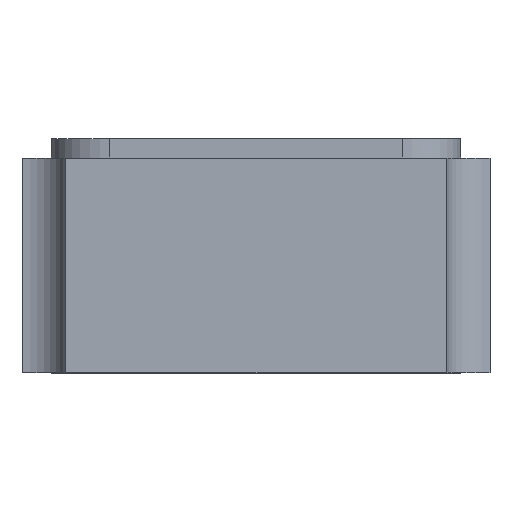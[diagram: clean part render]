
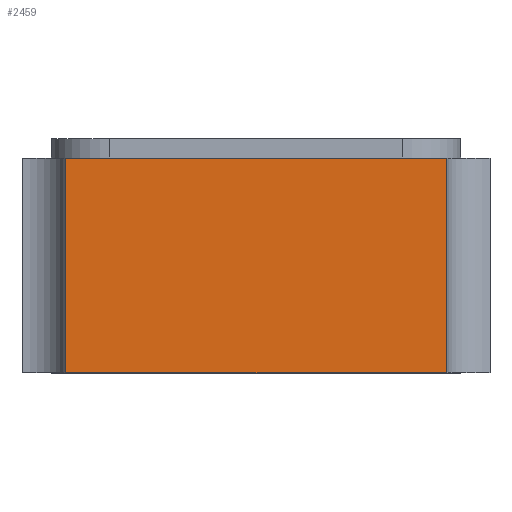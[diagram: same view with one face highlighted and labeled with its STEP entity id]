
A CAD part, left-side view. The second image highlights one B-rep face of the part: STEP entity #2459.
In plain terms, the highlighted planar face has unit normal (-1, 0, 0).
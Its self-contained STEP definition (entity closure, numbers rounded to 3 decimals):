
#211=FACE_OUTER_BOUND('',#354,.T.);
#354=EDGE_LOOP('',(#1655,#1656,#1657,#1658));
#536=LINE('',#3839,#760);
#552=LINE('',#3885,#776);
#559=LINE('',#3906,#783);
#560=LINE('',#3907,#784);
#760=VECTOR('',#2743,1000.);
#776=VECTOR('',#2775,1000.);
#783=VECTOR('',#2794,1000.);
#784=VECTOR('',#2795,1000.);
#1029=VERTEX_POINT('',#3836);
#1030=VERTEX_POINT('',#3838);
#1046=VERTEX_POINT('',#3871);
#1052=VERTEX_POINT('',#3883);
#1265=EDGE_CURVE('',#1030,#1029,#536,.T.);
#1288=EDGE_CURVE('',#1046,#1052,#552,.T.);
#1299=EDGE_CURVE('',#1046,#1029,#559,.T.);
#1300=EDGE_CURVE('',#1052,#1030,#560,.T.);
#1655=ORIENTED_EDGE('',*,*,#1299,.F.);
#1656=ORIENTED_EDGE('',*,*,#1288,.T.);
#1657=ORIENTED_EDGE('',*,*,#1300,.T.);
#1658=ORIENTED_EDGE('',*,*,#1265,.T.);
#2255=PLANE('',#2623);
#2459=ADVANCED_FACE('',(#211),#2255,.F.);
#2623=AXIS2_PLACEMENT_3D('',#3905,#2792,#2793);
#2743=DIRECTION('',(0.,-1.,0.));
#2775=DIRECTION('',(0.,1.,0.));
#2792=DIRECTION('center_axis',(1.,0.,0.));
#2793=DIRECTION('ref_axis',(0.,1.,0.));
#2794=DIRECTION('',(0.,0.,-1.));
#2795=DIRECTION('',(0.,0.,-1.));
#3836=CARTESIAN_POINT('',(-1.,-0.487,0.005));
#3838=CARTESIAN_POINT('',(-1.,0.488,0.005));
#3839=CARTESIAN_POINT('',(-1.,0.6,0.005));
#3871=CARTESIAN_POINT('',(-1.,-0.487,0.555));
#3883=CARTESIAN_POINT('',(-1.,0.488,0.555));
#3885=CARTESIAN_POINT('',(-1.,-0.6,0.555));
#3905=CARTESIAN_POINT('Origin',(-1.,0.6,0.605));
#3906=CARTESIAN_POINT('',(-1.,-0.487,0.605));
#3907=CARTESIAN_POINT('',(-1.,0.488,0.605));
